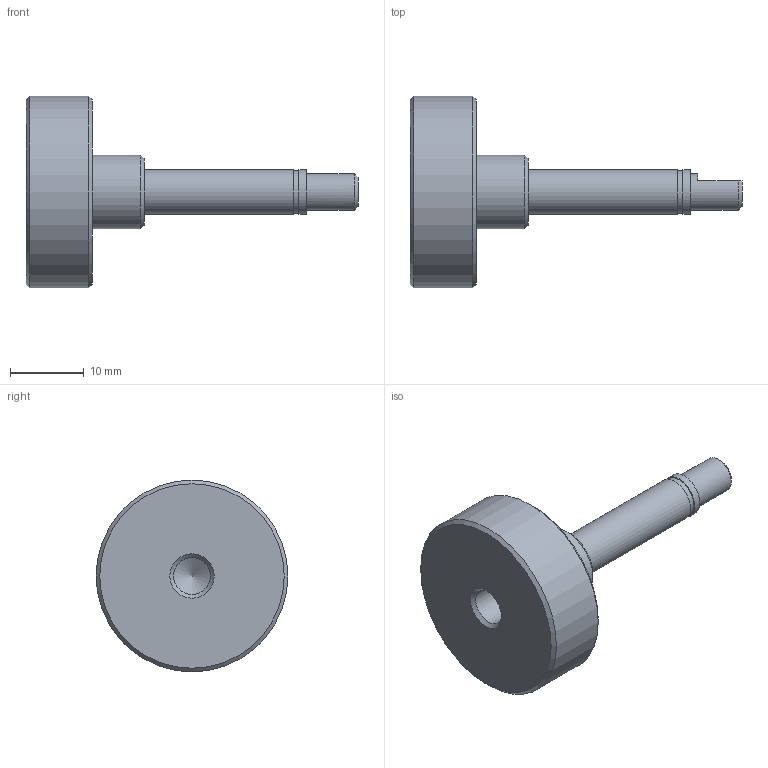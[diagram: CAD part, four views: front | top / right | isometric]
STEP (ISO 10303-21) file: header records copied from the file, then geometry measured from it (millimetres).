
FILE_DESCRIPTION(/* description */ (''),/* implementation_level */ '2;1');
FILE_NAME(/* name */ '281401_et-00_1.stp',/* time_stamp */ '2022-03-08T20:33:24+01:00',/* author */ (''),/* organization */ (''),/* preprocessor_version */ 'ST-DEVELOPER v16.7',/* originating_system */ 'SIEMENS PLM Software NX 1919',/* authorisation */ '');
FILE_SCHEMA (('AUTOMOTIVE_DESIGN { 1 0 10303 214 3 1 1 1 }'));
Length unit declared in the file: millimetre
Products named in the file (1): 281401_et-00
Bounding box: 45 x 26 x 26 mm (x, y, z)
Volume: 5737.1 mm3; surface area: 2715.4 mm2
Topology: 1 solids, 1 shells, 22 faces, 43 edges, 28 vertices
Faces by surface type: plane 9, cylinder 7, cone 6
Full cylindrical faces by diameter (mm): 5 x2, 5.7 x1, 6 x2, 10 x1, 26 x1
Entity records: 496 total; most frequent: DIRECTION 90, CARTESIAN_POINT 79, ORIENTED_EDGE 52, AXIS2_PLACEMENT_3D 43, EDGE_LOOP 39, FACE_BOUND 36, EDGE_CURVE 26, VERTEX_POINT 24
